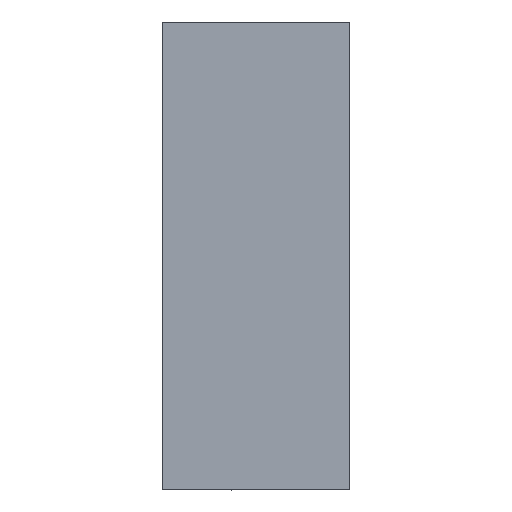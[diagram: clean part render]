
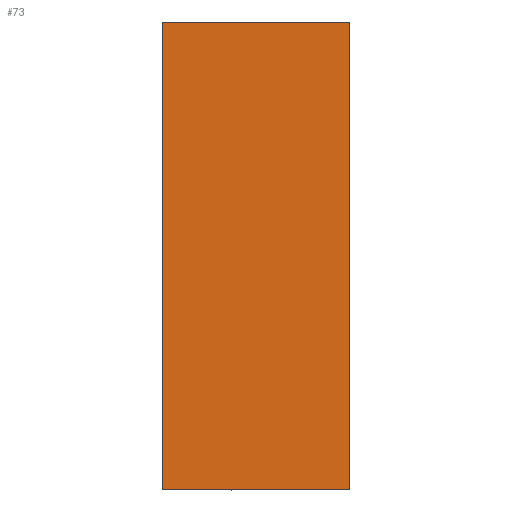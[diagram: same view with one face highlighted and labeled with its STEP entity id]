
A CAD part, top view. The second image highlights one B-rep face of the part: STEP entity #73.
In plain terms, the highlighted planar face has unit normal (0, 0, 1).
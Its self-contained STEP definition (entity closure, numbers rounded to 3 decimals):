
#73=ADVANCED_FACE('',(#142),#143,.T.);
#142=FACE_OUTER_BOUND('',#204,.T.);
#143=PLANE('',#205);
#204=EDGE_LOOP('',(#335,#336,#337,#338));
#205=AXIS2_PLACEMENT_3D('',#339,#340,#341);
#335=ORIENTED_EDGE('',*,*,#445,.T.);
#336=ORIENTED_EDGE('',*,*,#387,.F.);
#337=ORIENTED_EDGE('',*,*,#446,.F.);
#338=ORIENTED_EDGE('',*,*,#442,.T.);
#339=CARTESIAN_POINT('',(2.719,12.5,1.0));
#340=DIRECTION('',(0.0,0.0,1.0));
#341=DIRECTION('',(-1.0,0.0,-0.0));
#387=EDGE_CURVE('',#456,#451,#458,.T.);
#442=EDGE_CURVE('',#540,#538,#541,.T.);
#445=EDGE_CURVE('',#538,#451,#544,.T.);
#446=EDGE_CURVE('',#540,#456,#545,.T.);
#451=VERTEX_POINT('',#550);
#456=VERTEX_POINT('',#557);
#458=LINE('',#560,#561);
#538=VERTEX_POINT('',#672);
#540=VERTEX_POINT('',#675);
#541=LINE('',#676,#677);
#544=LINE('',#681,#682);
#545=LINE('',#683,#684);
#550=CARTESIAN_POINT('',(5.0,-12.5,1.0));
#557=CARTESIAN_POINT('',(5.0,12.5,1.0));
#560=CARTESIAN_POINT('',(5.0,12.5,1.0));
#561=VECTOR('',#691,1.0);
#672=CARTESIAN_POINT('',(-5.,-12.5,1.0));
#675=CARTESIAN_POINT('',(-5.,12.5,1.0));
#676=CARTESIAN_POINT('',(-5.,12.5,1.0));
#677=VECTOR('',#748,1.0);
#681=CARTESIAN_POINT('',(-5.,-12.5,1.0));
#682=VECTOR('',#750,1.0);
#683=CARTESIAN_POINT('',(0.438,12.5,1.0));
#684=VECTOR('',#751,1.0);
#691=DIRECTION('',(0.0,-1.0,0.0));
#748=DIRECTION('',(0.0,-1.0,0.0));
#750=DIRECTION('',(1.0,0.0,0.0));
#751=DIRECTION('',(1.0,0.0,0.0));
